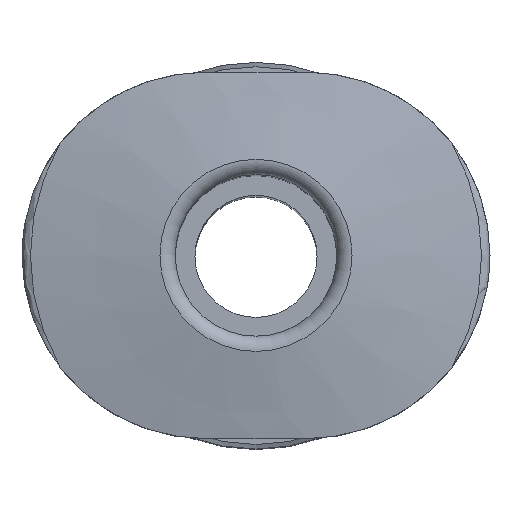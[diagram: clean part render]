
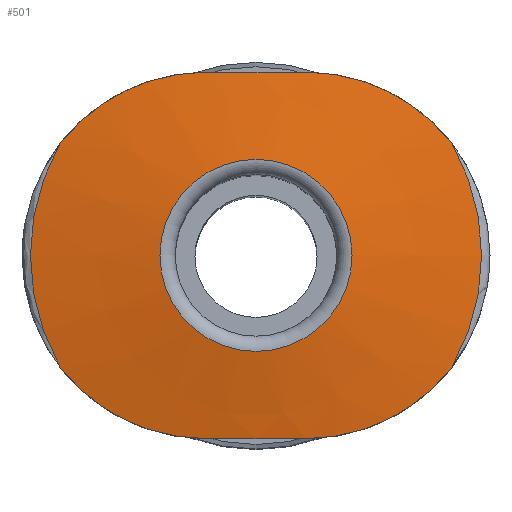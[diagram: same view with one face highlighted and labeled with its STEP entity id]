
A CAD part, top view. The second image highlights one B-rep face of the part: STEP entity #501.
In plain terms, the highlighted conical face has half-angle 80 degrees and reference radius 1.887 mm.
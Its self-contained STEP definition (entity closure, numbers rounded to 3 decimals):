
#53=CIRCLE('',#532,4.435);
#54=CIRCLE('',#533,4.435);
#55=CIRCLE('',#534,1.888);
#75=ORIENTED_EDGE('',*,*,#151,.F.);
#76=ORIENTED_EDGE('',*,*,#152,.F.);
#77=ORIENTED_EDGE('',*,*,#153,.F.);
#78=ORIENTED_EDGE('',*,*,#154,.F.);
#79=ORIENTED_EDGE('',*,*,#155,.F.);
#80=ORIENTED_EDGE('',*,*,#156,.F.);
#81=ORIENTED_EDGE('',*,*,#157,.F.);
#82=ORIENTED_EDGE('',*,*,#158,.F.);
#83=ORIENTED_EDGE('',*,*,#159,.T.);
#151=EDGE_CURVE('',#189,#190,#221,.T.);
#152=EDGE_CURVE('',#191,#189,#222,.T.);
#153=EDGE_CURVE('',#192,#191,#223,.T.);
#154=EDGE_CURVE('',#193,#192,#53,.T.);
#155=EDGE_CURVE('',#194,#193,#224,.T.);
#156=EDGE_CURVE('',#195,#194,#225,.T.);
#157=EDGE_CURVE('',#196,#195,#226,.T.);
#158=EDGE_CURVE('',#190,#196,#54,.T.);
#159=EDGE_CURVE('',#197,#197,#55,.T.);
#189=VERTEX_POINT('',#686);
#190=VERTEX_POINT('',#687);
#191=VERTEX_POINT('',#692);
#192=VERTEX_POINT('',#697);
#193=VERTEX_POINT('',#699);
#194=VERTEX_POINT('',#704);
#195=VERTEX_POINT('',#709);
#196=VERTEX_POINT('',#714);
#197=VERTEX_POINT('',#717);
#221=B_SPLINE_CURVE_WITH_KNOTS('',3,(#682,#683,#684,#685),.UNSPECIFIED.,
 .F.,.F.,(4,4),(0.,0.003),.UNSPECIFIED.);
#222=B_SPLINE_CURVE_WITH_KNOTS('',3,(#688,#689,#690,#691),.UNSPECIFIED.,
 .F.,.F.,(4,4),(0.002,0.004),.UNSPECIFIED.);
#223=B_SPLINE_CURVE_WITH_KNOTS('',3,(#693,#694,#695,#696),.UNSPECIFIED.,
 .F.,.F.,(4,4),(0.,0.003),.UNSPECIFIED.);
#224=B_SPLINE_CURVE_WITH_KNOTS('',3,(#700,#701,#702,#703),.UNSPECIFIED.,
 .F.,.F.,(4,4),(0.,0.003),.UNSPECIFIED.);
#225=B_SPLINE_CURVE_WITH_KNOTS('',3,(#705,#706,#707,#708),.UNSPECIFIED.,
 .F.,.F.,(4,4),(0.002,0.004),.UNSPECIFIED.);
#226=B_SPLINE_CURVE_WITH_KNOTS('',3,(#710,#711,#712,#713),.UNSPECIFIED.,
 .F.,.F.,(4,4),(0.,0.003),.UNSPECIFIED.);
#231=EDGE_LOOP('',(#75,#76,#77,#78,#79,#80,#81,#82));
#232=EDGE_LOOP('',(#83));
#275=FACE_BOUND('',#231,.T.);
#276=FACE_BOUND('',#232,.T.);
#319=CONICAL_SURFACE('',#531,1.888,1.396);
#501=ADVANCED_FACE('',(#275,#276),#319,.T.);
#531=AXIS2_PLACEMENT_3D('',#681,#580,#581);
#532=AXIS2_PLACEMENT_3D('',#698,#582,#583);
#533=AXIS2_PLACEMENT_3D('',#715,#584,#585);
#534=AXIS2_PLACEMENT_3D('',#716,#586,#587);
#580=DIRECTION('',(0.,0.,-1.));
#581=DIRECTION('',(-1.,0.,0.));
#582=DIRECTION('',(0.,0.,-1.));
#583=DIRECTION('',(-1.,0.,0.));
#584=DIRECTION('',(0.,0.,-1.));
#585=DIRECTION('',(-1.,0.,0.));
#586=DIRECTION('',(0.,0.,-1.));
#587=DIRECTION('',(-1.,0.,0.));
#681=CARTESIAN_POINT('',(0.,0.,0.));
#682=CARTESIAN_POINT('',(1.,3.6,-0.326));
#683=CARTESIAN_POINT('',(2.107,3.6,-0.378));
#684=CARTESIAN_POINT('',(3.178,3.073,-0.422));
#685=CARTESIAN_POINT('',(3.853,2.195,-0.449));
#686=CARTESIAN_POINT('',(1.,3.6,-0.326));
#687=CARTESIAN_POINT('',(3.853,2.195,-0.449));
#688=CARTESIAN_POINT('',(-1.,3.6,-0.326));
#689=CARTESIAN_POINT('',(-0.334,3.6,-0.295));
#690=CARTESIAN_POINT('',(0.332,3.6,-0.294));
#691=CARTESIAN_POINT('',(1.,3.6,-0.326));
#692=CARTESIAN_POINT('',(-1.,3.6,-0.326));
#693=CARTESIAN_POINT('',(-3.853,2.195,-0.449));
#694=CARTESIAN_POINT('',(-3.178,3.073,-0.422));
#695=CARTESIAN_POINT('',(-2.107,3.6,-0.378));
#696=CARTESIAN_POINT('',(-1.,3.6,-0.326));
#697=CARTESIAN_POINT('',(-3.853,2.195,-0.449));
#698=CARTESIAN_POINT('',(0.,0.,-0.449));
#699=CARTESIAN_POINT('',(-3.853,-2.195,-0.449));
#700=CARTESIAN_POINT('',(-1.,-3.6,-0.326));
#701=CARTESIAN_POINT('',(-2.107,-3.6,-0.378));
#702=CARTESIAN_POINT('',(-3.178,-3.073,-0.422));
#703=CARTESIAN_POINT('',(-3.853,-2.195,-0.449));
#704=CARTESIAN_POINT('',(-1.,-3.6,-0.326));
#705=CARTESIAN_POINT('',(1.,-3.6,-0.326));
#706=CARTESIAN_POINT('',(0.334,-3.6,-0.295));
#707=CARTESIAN_POINT('',(-0.332,-3.6,-0.294));
#708=CARTESIAN_POINT('',(-1.,-3.6,-0.326));
#709=CARTESIAN_POINT('',(1.,-3.6,-0.326));
#710=CARTESIAN_POINT('',(3.853,-2.195,-0.449));
#711=CARTESIAN_POINT('',(3.178,-3.073,-0.422));
#712=CARTESIAN_POINT('',(2.107,-3.6,-0.378));
#713=CARTESIAN_POINT('',(1.,-3.6,-0.326));
#714=CARTESIAN_POINT('',(3.853,-2.195,-0.449));
#715=CARTESIAN_POINT('',(0.,0.,-0.449));
#716=CARTESIAN_POINT('',(0.,0.,0.));
#717=CARTESIAN_POINT('',(-1.888,0.,0.));
